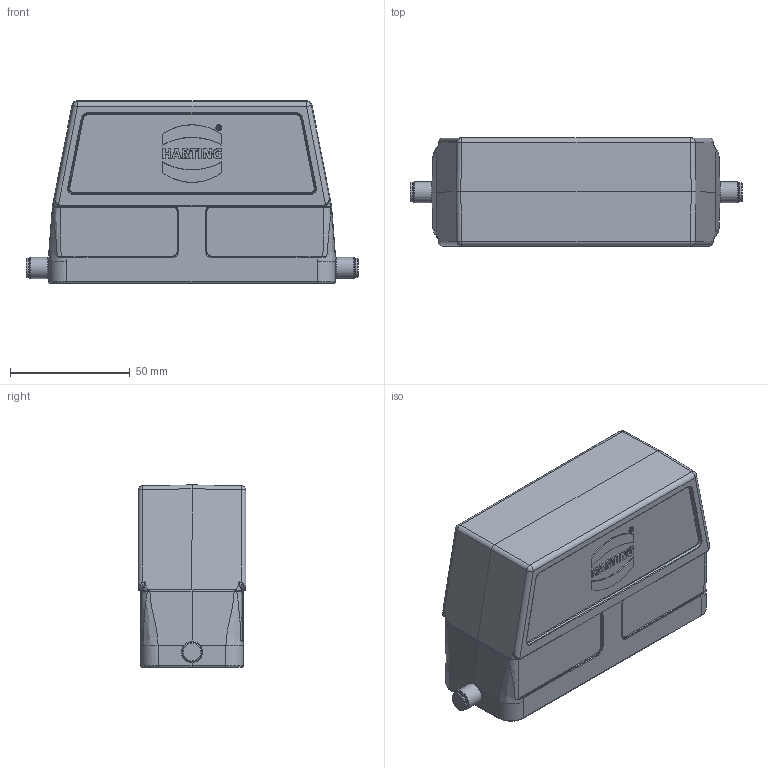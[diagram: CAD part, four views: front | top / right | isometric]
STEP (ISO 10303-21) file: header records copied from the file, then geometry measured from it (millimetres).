
FILE_DESCRIPTION((''),'2;1');
FILE_NAME('05300240663.stp','2020-07-14T15:23:44',('e.eickhoff'),(''),'Autodesk Inventor 2012','Autodesk Inventor 2012','');
FILE_SCHEMA(('AUTOMOTIVE_DESIGN { 1 0 10303 214 1 1 1 1 }'));
Length unit declared in the file: millimetre
Products named in the file (1): 05300240663
Bounding box: 138.5 x 45 x 76 mm (x, y, z)
Volume: 101670.4 mm3; surface area: 52301.3 mm2
Topology: 1 solids, 1 shells, 526 faces, 1295 edges, 779 vertices
Faces by surface type: plane 176, cylinder 134, bspline 120, torus 52, cone 38, sphere 6
Full cylindrical faces by diameter (mm): 3 x4, 8 x2, 8.8 x2, 32.5 x1
Entity records: 18163 total; most frequent: CARTESIAN_POINT 6432, ORIENTED_EDGE 2488, DIRECTION 2322, EDGE_CURVE 1244, AXIS2_PLACEMENT_3D 894, VERTEX_POINT 767, EDGE_LOOP 575, VECTOR 534
